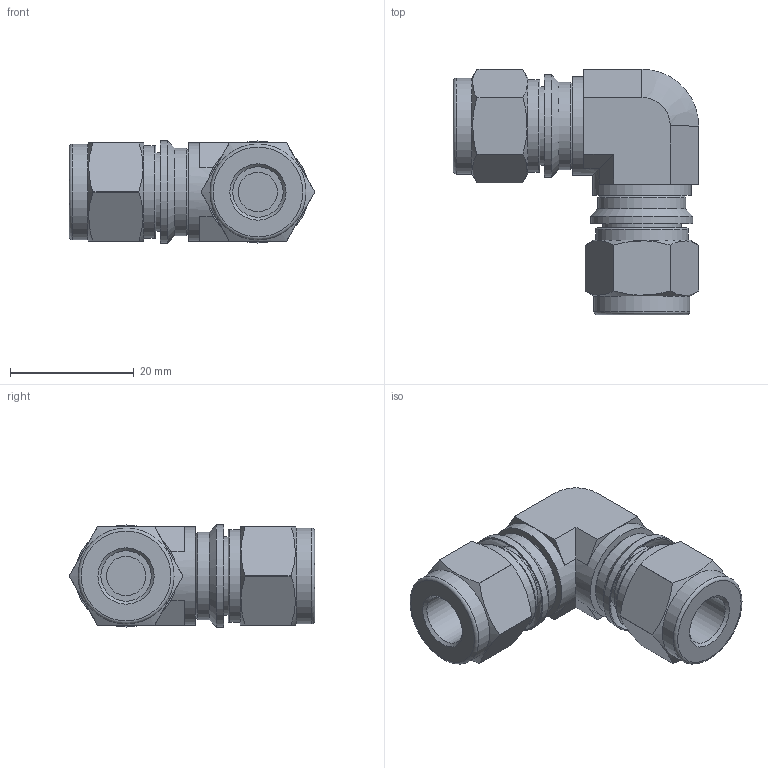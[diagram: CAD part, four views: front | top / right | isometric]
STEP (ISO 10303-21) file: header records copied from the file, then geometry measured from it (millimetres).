
FILE_DESCRIPTION(/* description */ (''),/* implementation_level */ '2;1');
FILE_NAME(/* name */ 'SUEI-5.stp',/* time_stamp */ '2022-07-11T08:42:10+09:00',/* author */ ('user'),/* organization */ (''),/* preprocessor_version */ 'ST-DEVELOPER v18.1',/* originating_system */ 'Autodesk Inventor 2022',/* authorisation */ '');
FILE_SCHEMA (('AUTOMOTIVE_DESIGN { 1 0 10303 214 3 1 1 }','MODEL_BASED_INTEGRATED_MANUFACTURING_SCHEMA','PROCESS_PLANNING_SCHEMA'));
Length unit declared in the file: millimetre
Products named in the file (1): SUE-5
Bounding box: 39.64 x 39.64 x 16.5 mm (x, y, z)
Volume: 9956.5 mm3; surface area: 5757.2 mm2
Topology: 1 solids, 1 shells, 102 faces, 226 edges, 140 vertices
Faces by surface type: plane 48, cylinder 32, cone 18, torus 4
Full cylindrical faces by diameter (mm): 6.35 x2, 8.14 x2, 11 x2, 11.4 x2, 12.7 x2, 14.2 x2, 15 x2, 15.5 x2, 15.88 x2, 16.5 x2
Entity records: 2833 total; most frequent: CARTESIAN_POINT 517, DIRECTION 510, ORIENTED_EDGE 452, EDGE_CURVE 226, AXIS2_PLACEMENT_3D 205, VERTEX_POINT 140, EDGE_LOOP 116, FACE_OUTER_BOUND 102
